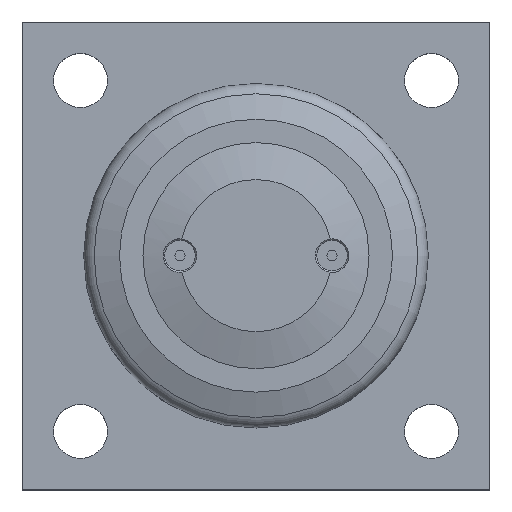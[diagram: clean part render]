
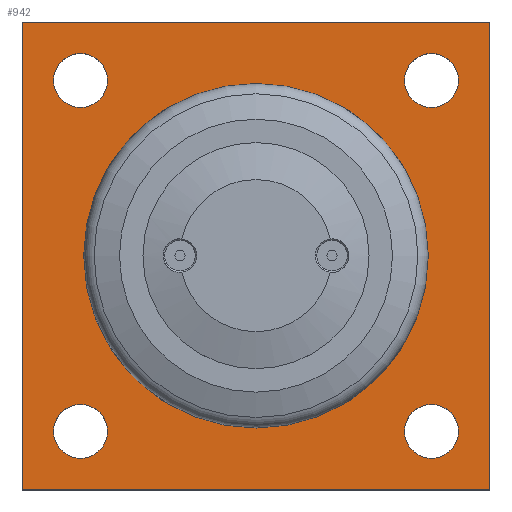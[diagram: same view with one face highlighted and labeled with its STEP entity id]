
A CAD part, top view. The second image highlights one B-rep face of the part: STEP entity #942.
In plain terms, the highlighted planar face has unit normal (0, 0, 1).
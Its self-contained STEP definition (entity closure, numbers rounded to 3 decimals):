
#52=FACE_BOUND('',#223,.T.);
#53=FACE_BOUND('',#224,.T.);
#54=FACE_BOUND('',#225,.T.);
#55=FACE_BOUND('',#226,.T.);
#56=FACE_BOUND('',#227,.T.);
#101=CIRCLE('',#1044,29.);
#107=CIRCLE('',#1053,6.918);
#108=CIRCLE('',#1054,6.918);
#110=CIRCLE('',#1057,6.918);
#111=CIRCLE('',#1058,6.918);
#113=CIRCLE('',#1061,6.918);
#114=CIRCLE('',#1062,6.918);
#116=CIRCLE('',#1065,6.918);
#117=CIRCLE('',#1066,6.918);
#161=FACE_OUTER_BOUND('',#222,.T.);
#222=EDGE_LOOP('',(#811,#812,#813,#814));
#223=EDGE_LOOP('',(#815));
#224=EDGE_LOOP('',(#816,#817));
#225=EDGE_LOOP('',(#818,#819));
#226=EDGE_LOOP('',(#820,#821));
#227=EDGE_LOOP('',(#822,#823));
#275=LINE('',#1660,#343);
#279=LINE('',#1668,#347);
#282=LINE('',#1674,#350);
#285=LINE('',#1679,#353);
#343=VECTOR('',#1316,10.);
#347=VECTOR('',#1322,10.);
#350=VECTOR('',#1327,10.);
#353=VECTOR('',#1332,10.);
#429=VERTEX_POINT('',#1609);
#435=VERTEX_POINT('',#1626);
#436=VERTEX_POINT('',#1627);
#438=VERTEX_POINT('',#1634);
#439=VERTEX_POINT('',#1635);
#441=VERTEX_POINT('',#1642);
#442=VERTEX_POINT('',#1643);
#444=VERTEX_POINT('',#1650);
#445=VERTEX_POINT('',#1651);
#447=VERTEX_POINT('',#1658);
#448=VERTEX_POINT('',#1659);
#451=VERTEX_POINT('',#1667);
#453=VERTEX_POINT('',#1673);
#547=EDGE_CURVE('',#429,#429,#101,.T.);
#554=EDGE_CURVE('',#435,#436,#107,.T.);
#555=EDGE_CURVE('',#436,#435,#108,.T.);
#558=EDGE_CURVE('',#438,#439,#110,.T.);
#559=EDGE_CURVE('',#439,#438,#111,.T.);
#562=EDGE_CURVE('',#441,#442,#113,.T.);
#563=EDGE_CURVE('',#442,#441,#114,.T.);
#566=EDGE_CURVE('',#444,#445,#116,.T.);
#567=EDGE_CURVE('',#445,#444,#117,.T.);
#570=EDGE_CURVE('',#447,#448,#275,.T.);
#574=EDGE_CURVE('',#448,#451,#279,.T.);
#577=EDGE_CURVE('',#451,#453,#282,.T.);
#580=EDGE_CURVE('',#453,#447,#285,.T.);
#811=ORIENTED_EDGE('',*,*,#570,.F.);
#812=ORIENTED_EDGE('',*,*,#580,.F.);
#813=ORIENTED_EDGE('',*,*,#577,.F.);
#814=ORIENTED_EDGE('',*,*,#574,.F.);
#815=ORIENTED_EDGE('',*,*,#547,.T.);
#816=ORIENTED_EDGE('',*,*,#554,.T.);
#817=ORIENTED_EDGE('',*,*,#555,.T.);
#818=ORIENTED_EDGE('',*,*,#558,.T.);
#819=ORIENTED_EDGE('',*,*,#559,.T.);
#820=ORIENTED_EDGE('',*,*,#562,.T.);
#821=ORIENTED_EDGE('',*,*,#563,.T.);
#822=ORIENTED_EDGE('',*,*,#566,.T.);
#823=ORIENTED_EDGE('',*,*,#567,.T.);
#893=PLANE('',#1073);
#942=ADVANCED_FACE('',(#161,#52,#53,#54,#55,#56),#893,.T.);
#1044=AXIS2_PLACEMENT_3D('',#1611,#1261,#1262);
#1053=AXIS2_PLACEMENT_3D('',#1628,#1280,#1281);
#1054=AXIS2_PLACEMENT_3D('',#1629,#1282,#1283);
#1057=AXIS2_PLACEMENT_3D('',#1636,#1289,#1290);
#1058=AXIS2_PLACEMENT_3D('',#1637,#1291,#1292);
#1061=AXIS2_PLACEMENT_3D('',#1644,#1298,#1299);
#1062=AXIS2_PLACEMENT_3D('',#1645,#1300,#1301);
#1065=AXIS2_PLACEMENT_3D('',#1652,#1307,#1308);
#1066=AXIS2_PLACEMENT_3D('',#1653,#1309,#1310);
#1073=AXIS2_PLACEMENT_3D('',#1682,#1336,#1337);
#1261=DIRECTION('center_axis',(0.,0.,-1.));
#1262=DIRECTION('ref_axis',(-1.,0.,0.));
#1280=DIRECTION('center_axis',(0.,0.,-1.));
#1281=DIRECTION('ref_axis',(1.,0.,0.));
#1282=DIRECTION('center_axis',(0.,0.,-1.));
#1283=DIRECTION('ref_axis',(1.,0.,0.));
#1289=DIRECTION('center_axis',(0.,0.,-1.));
#1290=DIRECTION('ref_axis',(1.,0.,0.));
#1291=DIRECTION('center_axis',(0.,0.,-1.));
#1292=DIRECTION('ref_axis',(1.,0.,0.));
#1298=DIRECTION('center_axis',(0.,0.,-1.));
#1299=DIRECTION('ref_axis',(1.,0.,0.));
#1300=DIRECTION('center_axis',(0.,0.,-1.));
#1301=DIRECTION('ref_axis',(1.,0.,0.));
#1307=DIRECTION('center_axis',(0.,0.,-1.));
#1308=DIRECTION('ref_axis',(1.,0.,0.));
#1309=DIRECTION('center_axis',(0.,0.,-1.));
#1310=DIRECTION('ref_axis',(1.,0.,0.));
#1316=DIRECTION('',(0.,1.,0.));
#1322=DIRECTION('',(1.,0.,0.));
#1327=DIRECTION('',(0.,-1.,0.));
#1332=DIRECTION('',(-1.,0.,0.));
#1336=DIRECTION('center_axis',(0.,0.,1.));
#1337=DIRECTION('ref_axis',(1.,0.,0.));
#1609=CARTESIAN_POINT('',(89.,60.,20.));
#1611=CARTESIAN_POINT('Origin',(60.,60.,20.));
#1626=CARTESIAN_POINT('',(21.918,15.,20.));
#1627=CARTESIAN_POINT('',(8.083,15.,20.));
#1628=CARTESIAN_POINT('Origin',(15.,15.,20.));
#1629=CARTESIAN_POINT('Origin',(15.,15.,20.));
#1634=CARTESIAN_POINT('',(111.918,15.,20.));
#1635=CARTESIAN_POINT('',(98.083,15.,20.));
#1636=CARTESIAN_POINT('Origin',(105.,15.,20.));
#1637=CARTESIAN_POINT('Origin',(105.,15.,20.));
#1642=CARTESIAN_POINT('',(111.918,105.,20.));
#1643=CARTESIAN_POINT('',(98.083,105.,20.));
#1644=CARTESIAN_POINT('Origin',(105.,105.,20.));
#1645=CARTESIAN_POINT('Origin',(105.,105.,20.));
#1650=CARTESIAN_POINT('',(21.918,105.,20.));
#1651=CARTESIAN_POINT('',(8.083,105.,20.));
#1652=CARTESIAN_POINT('Origin',(15.,105.,20.));
#1653=CARTESIAN_POINT('Origin',(15.,105.,20.));
#1658=CARTESIAN_POINT('',(0.,0.,20.));
#1659=CARTESIAN_POINT('',(0.,120.,20.));
#1660=CARTESIAN_POINT('',(0.,120.,20.));
#1667=CARTESIAN_POINT('',(120.,120.,20.));
#1668=CARTESIAN_POINT('',(120.,120.,20.));
#1673=CARTESIAN_POINT('',(120.,0.,20.));
#1674=CARTESIAN_POINT('',(120.,0.,20.));
#1679=CARTESIAN_POINT('',(0.,0.,20.));
#1682=CARTESIAN_POINT('Origin',(60.,60.,20.));
